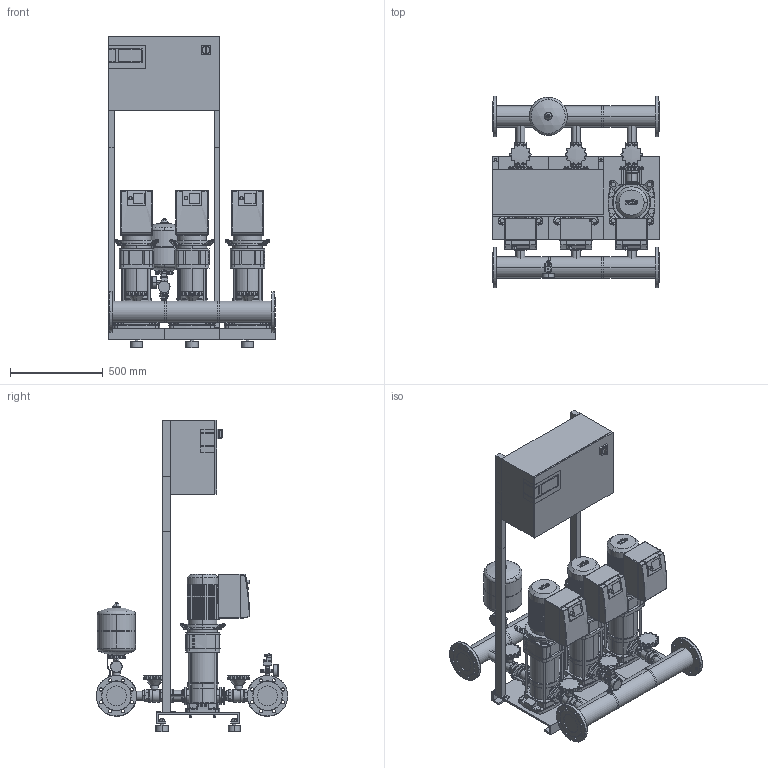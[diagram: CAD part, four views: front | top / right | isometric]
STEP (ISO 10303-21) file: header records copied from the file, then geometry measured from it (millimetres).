
FILE_DESCRIPTION((''),'2;1');
FILE_NAME('3d_COR-3HELIXVE1602_K_CCE-01-2532332.stp','2015-10-02T14:58:50',(''),(''),'Mechanical Desktop 2009','Mechanical Desktop 2009',', , ');
FILE_SCHEMA(('CONFIG_CONTROL_DESIGN'));
Length unit declared in the file: millimetre
Products named in the file (1): Product
Bounding box: 900 x 1036 x 1685 mm (x, y, z)
Volume: 179316009.6 mm3; surface area: 9534223.8 mm2
Topology: 186 solids, 186 shells, 4495 faces, 11299 edges, 7315 vertices
Faces by surface type: cylinder 1399, bspline 1396, plane 1283, cone 187, torus 166, sphere 64
Entity records: 149949 total; most frequent: CARTESIAN_POINT 44098, ORIENTED_EDGE 22470, DIRECTION 21173, EDGE_CURVE 11235, AXIS2_PLACEMENT_3D 7549, VERTEX_POINT 7308, VECTOR 6075, LINE 6075
